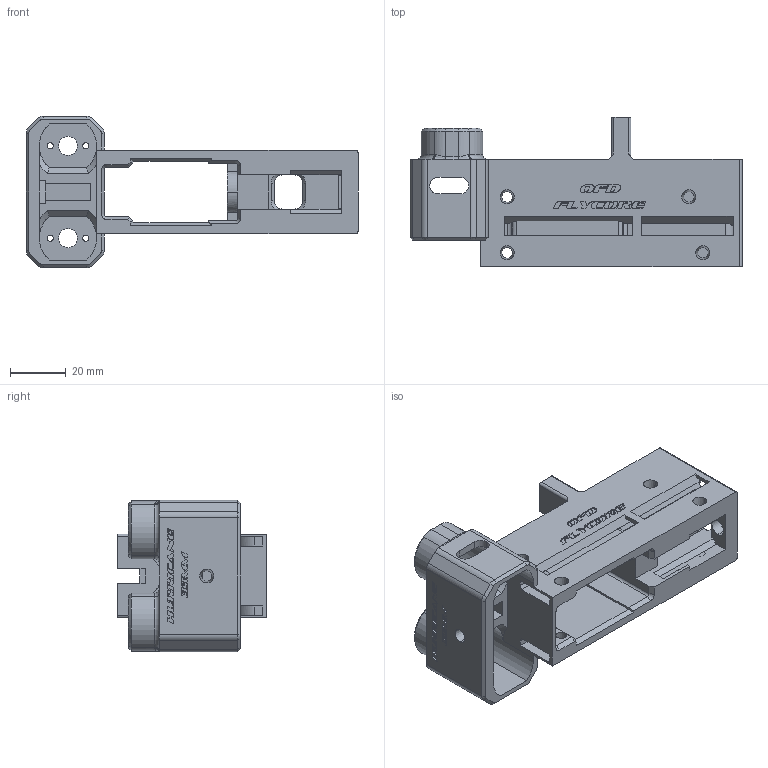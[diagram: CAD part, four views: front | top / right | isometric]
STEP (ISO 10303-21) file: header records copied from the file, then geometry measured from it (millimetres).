
FILE_DESCRIPTION (( 'STEP AP214' ), '1' );
FILE_NAME ('OFD_FLYCORE_STRAIGHT_HURR_33MM_V1.STEP', '2022-10-01T14:05:52', ( '' ), ( '' ), 'SwSTEP 2.0', 'SolidWorks 2020', '' );
FILE_SCHEMA (( 'AUTOMOTIVE_DESIGN' ));
Length unit declared in the file: millimetre
Products named in the file (1): OFD_FLYCORE_STRAIGHT_HURR_33MM_V1
Bounding box: 118.75 x 53.5 x 54.2 mm (x, y, z)
Volume: 69956.5 mm3; surface area: 36740 mm2
Topology: 1 solids, 1 shells, 1037 faces, 2911 edges, 1906 vertices
Faces by surface type: plane 508, bspline 357, cylinder 102, cone 58, torus 12
Entity records: 43296 total; most frequent: CARTESIAN_POINT 18771, ORIENTED_EDGE 5822, DIRECTION 3819, EDGE_CURVE 2911, VERTEX_POINT 1906, VECTOR 1855, LINE 1855, EDGE_LOOP 1119
